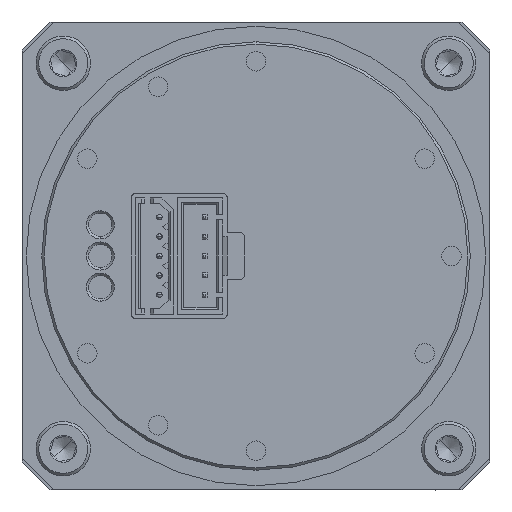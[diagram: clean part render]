
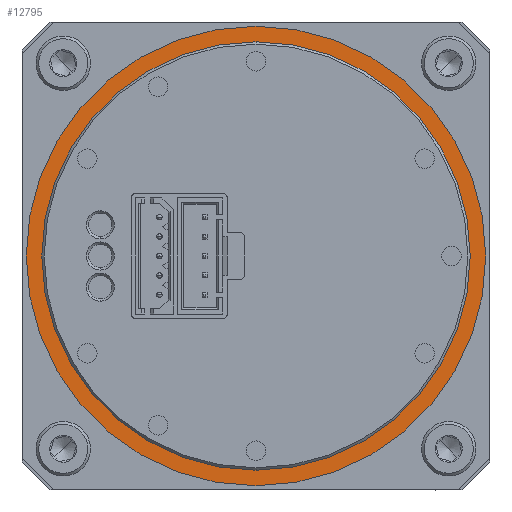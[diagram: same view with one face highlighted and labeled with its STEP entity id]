
A CAD part, left-side view. The second image highlights one B-rep face of the part: STEP entity #12795.
In plain terms, the highlighted planar face has unit normal (-1, 0, 0).
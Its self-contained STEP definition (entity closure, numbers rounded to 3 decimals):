
#2221 = CIRCLE ( 'NONE', #19797, 27.5 ) ;
#3171 = DIRECTION ( 'NONE',  ( -1., 0., 0. ) ) ;
#3836 = VERTEX_POINT ( 'NONE', #31479 ) ;
#5065 = DIRECTION ( 'NONE',  ( 1., 0., 0. ) ) ;
#7458 = CARTESIAN_POINT ( 'NONE',  ( -5., 0., -27.5 ) ) ;
#7692 = DIRECTION ( 'NONE',  ( -1., 0., 0. ) ) ;
#8217 = CARTESIAN_POINT ( 'NONE',  ( -5., 29.5, 0. ) ) ;
#8381 = CIRCLE ( 'NONE', #19653, 27.5 ) ;
#8626 = VERTEX_POINT ( 'NONE', #28982 ) ;
#10356 = ORIENTED_EDGE ( 'NONE', *, *, #14195, .F. ) ;
#11089 = CARTESIAN_POINT ( 'NONE',  ( -5., 0., 27.5 ) ) ;
#11627 = DIRECTION ( 'NONE',  ( 0., 0., 1. ) ) ;
#12795 = ADVANCED_FACE ( 'NONE', ( #36547, #43487 ), #22340, .F. ) ;
#14195 = EDGE_CURVE ( 'NONE', #25487, #22971, #2221, .T. ) ;
#15503 = DIRECTION ( 'NONE',  ( 0., 0., -1. ) ) ;
#16713 = CARTESIAN_POINT ( 'NONE',  ( -5., 0., 0. ) ) ;
#18676 = DIRECTION ( 'NONE',  ( -1., 0., 0. ) ) ;
#19447 = AXIS2_PLACEMENT_3D ( 'NONE', #35421, #7692, #28308 ) ;
#19632 = EDGE_LOOP ( 'NONE', ( #27177, #19965 ) ) ;
#19653 = AXIS2_PLACEMENT_3D ( 'NONE', #21999, #32310, #11627 ) ;
#19797 = AXIS2_PLACEMENT_3D ( 'NONE', #22288, #18676, #25890 ) ;
#19965 = ORIENTED_EDGE ( 'NONE', *, *, #26477, .T. ) ;
#20341 = ORIENTED_EDGE ( 'NONE', *, *, #24677, .F. ) ;
#21999 = CARTESIAN_POINT ( 'NONE',  ( -5., 0., 0. ) ) ;
#22288 = CARTESIAN_POINT ( 'NONE',  ( -5., 0., 0. ) ) ;
#22340 = PLANE ( 'NONE',  #28049 ) ;
#22971 = VERTEX_POINT ( 'NONE', #7458 ) ;
#24677 = EDGE_CURVE ( 'NONE', #22971, #25487, #8381, .T. ) ;
#25196 = EDGE_CURVE ( 'NONE', #3836, #8626, #32532, .T. ) ;
#25487 = VERTEX_POINT ( 'NONE', #11089 ) ;
#25890 = DIRECTION ( 'NONE',  ( 0., 0., 1. ) ) ;
#26477 = EDGE_CURVE ( 'NONE', #8626, #3836, #27959, .T. ) ;
#27177 = ORIENTED_EDGE ( 'NONE', *, *, #25196, .T. ) ;
#27244 = DIRECTION ( 'NONE',  ( 0., 0., 1. ) ) ;
#27959 = CIRCLE ( 'NONE', #19447, 29.5 ) ;
#28049 = AXIS2_PLACEMENT_3D ( 'NONE', #8217, #5065, #15503 ) ;
#28308 = DIRECTION ( 'NONE',  ( 0., 0., 1. ) ) ;
#28982 = CARTESIAN_POINT ( 'NONE',  ( -5., 0., -29.5 ) ) ;
#31479 = CARTESIAN_POINT ( 'NONE',  ( -5., 0., 29.5 ) ) ;
#32310 = DIRECTION ( 'NONE',  ( -1., 0., 0. ) ) ;
#32532 = CIRCLE ( 'NONE', #33284, 29.5 ) ;
#33095 = EDGE_LOOP ( 'NONE', ( #10356, #20341 ) ) ;
#33284 = AXIS2_PLACEMENT_3D ( 'NONE', #16713, #3171, #27244 ) ;
#35421 = CARTESIAN_POINT ( 'NONE',  ( -5., 0., 0. ) ) ;
#36547 = FACE_BOUND ( 'NONE', #33095, .T. ) ;
#43487 = FACE_OUTER_BOUND ( 'NONE', #19632, .T. ) ;
